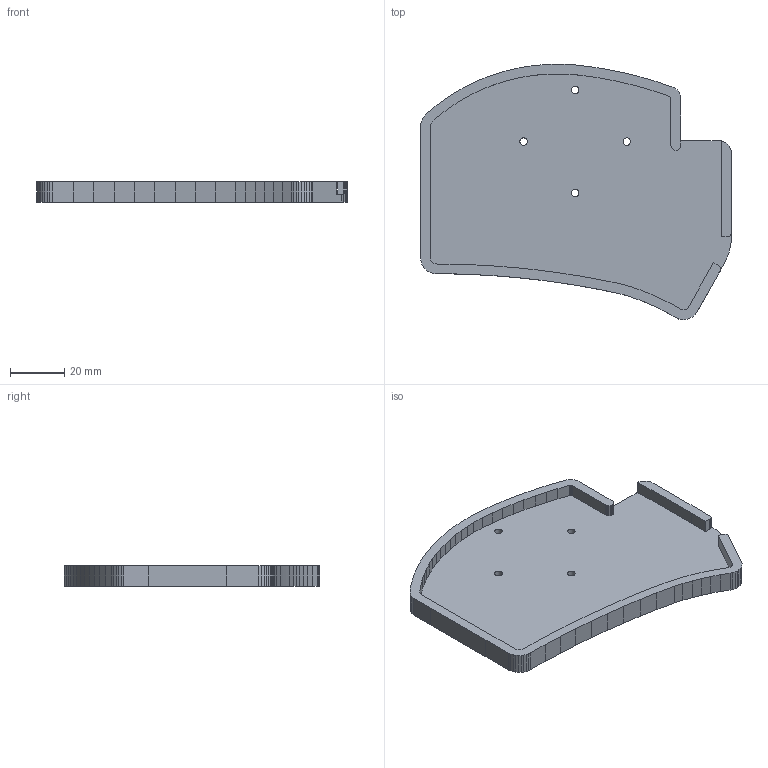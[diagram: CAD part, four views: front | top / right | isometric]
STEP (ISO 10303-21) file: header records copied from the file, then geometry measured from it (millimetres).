
FILE_DESCRIPTION(/* description */ ('STEP AP242','CAx-IF Rec.Pracs.---Representation and Presentation of Product Manufacturing Information (PMI)---4.0---2014-10-13','CAx-IF Rec.Pracs.---3D Tessellated Geometry---0.4---2014-09-14','2;1'),/* implementation_level */ '2;1');
FILE_NAME(/* name */ '67e88564b9e85c40c4e9f788',/* time_stamp */ '2025-03-29T23:42:28Z',/* author */ (''),/* organization */ (''),/* preprocessor_version */ 'ST-DEVELOPER v20',/* originating_system */ 'ONSHAPE BY PTC INC, 1.195',/* authorisation */ ' ');
FILE_SCHEMA (('AP242_MANAGED_MODEL_BASED_3D_ENGINEERING_MIM_LF { 1 0 10303 442 1 1 4 }'));
Length unit declared in the file: metre
Products named in the file (1): STEP translator 7.5 1
Bounding box: 114.74 x 94.36 x 7.6 mm (x, y, z)
Volume: 30047.8 mm3; surface area: 21274.5 mm2
Topology: 1 solids, 1 shells, 225 faces, 629 edges, 413 vertices
Faces by surface type: plane 214, cylinder 11
Full cylindrical faces by diameter (mm): 2.75 x4, 10 x7
Entity records: 6994 total; most frequent: CARTESIAN_POINT 1246, ORIENTED_EDGE 1222, DIRECTION 1084, EDGE_CURVE 611, LINE 588, VECTOR 588, VERTEX_POINT 406, EDGE_LOOP 251
